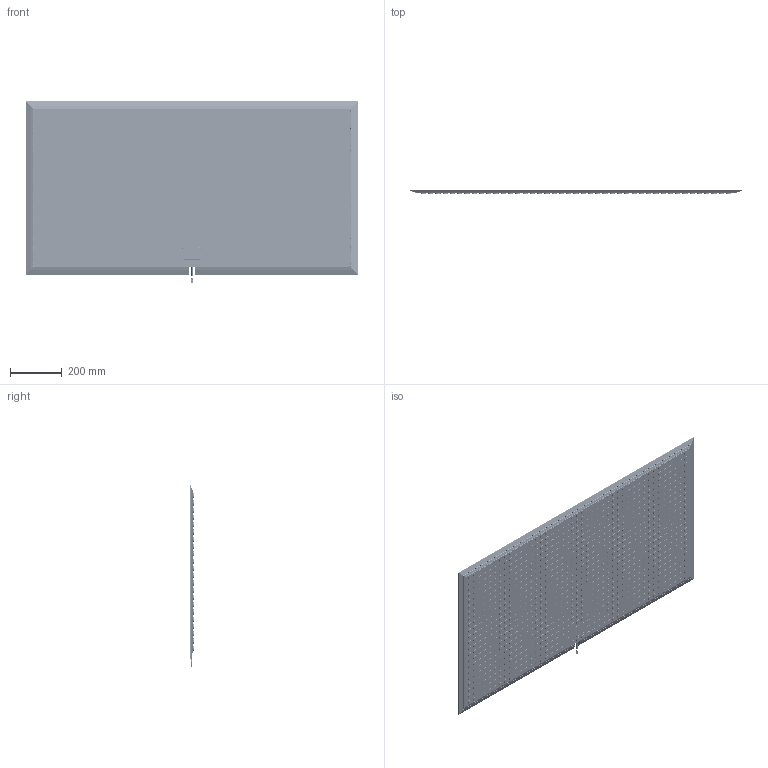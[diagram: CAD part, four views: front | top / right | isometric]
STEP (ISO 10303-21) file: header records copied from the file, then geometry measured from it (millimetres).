
FILE_DESCRIPTION (( 'STEP AP214' ), '1' );
FILE_NAME ('1602-4091.STEP', '2021-10-20T18:07:32', ( '' ), ( '' ), 'SwSTEP 2.0', 'SolidWorks 2021', '' );
FILE_SCHEMA (( 'AUTOMOTIVE_DESIGN' ));
Length unit declared in the file: inch
Products named in the file (1): 1602-4091
Bounding box: 1279 x 14 x 700.5 mm (x, y, z)
Volume: 10124291.2 mm3; surface area: 2534534.4 mm2
Topology: 945 solids, 945 shells, 3961 faces, 6138 edges, 4084 vertices
Faces by surface type: cylinder 1962, plane 1958, bspline 41
Entity records: 153184 total; most frequent: DIRECTION 17982, CARTESIAN_POINT 14997, ORIENTED_EDGE 12276, AXIS2_PLACEMENT_3D 7941, EDGE_CURVE 6138, DIMENSIONAL_EXPONENTS 4908, UNCERTAINTY_MEASURE_WITH_UNIT 4908, LENGTH_MEASURE_WITH_UNIT 4908
